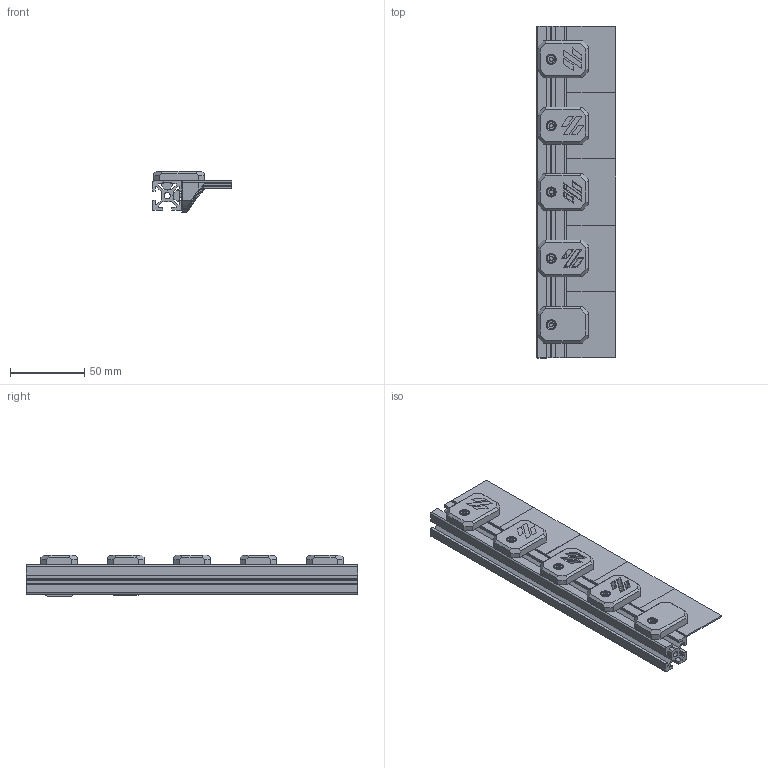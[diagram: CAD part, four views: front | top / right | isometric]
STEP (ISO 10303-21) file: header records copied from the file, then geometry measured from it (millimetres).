
FILE_DESCRIPTION(/* description */ (''),/* implementation_level */ '2;1');
FILE_NAME(/* name */ 'Stealth_Deck_Panel_Clips.step',/* time_stamp */ '2023-01-31T12:16:30-08:00',/* author */ (''),/* organization */ (''),/* preprocessor_version */ 'ST-DEVELOPER v19.2',/* originating_system */ 'Autodesk Translation Framework v11.17.0.187',/* authorisation */ '');
FILE_SCHEMA (('AUTOMOTIVE_DESIGN { 1 0 10303 214 3 1 1 }'));
Length unit declared in the file: millimetre
Products named in the file (40): Stealth_Deck_Panel_Clips; Top Clips; Top_Front_Back_Clip; Top_No_Logo_Clip; Top_Front_Back_Clip_MMU; Logo; Top_Side_Clip_MMU; Logo (1); Top_Side_Clip; Bottom Clips; bottom clip; Extrusion; Panel_Examples; 1mm_Panel; 2mm_Panel; 3mm_Panel; 4mm_panel; 5mm_panel; Hardware; M3x8 SHCS W/ Roll-in M3 T-nut; M3x8 SHCS v4; M3x8 SHCS W/ Roll-in M3 T-nut_1; M3x8 SHCS v4_1; M3x8 SHCS W/ Roll-in M3 T-nut_2; M3x8 SHCS v4_2; M3x8 SHCS W/ Roll-in M3 T-nut_3; M3x8 SHCS v4_3; M3x8 SHCS W/ Roll-in M3 T-nut_4; M3x8 SHCS v4_4; M3x8 SHCS W/ Roll-in M3 T-nut_5; M3x8 SHCS v4_5; M3x8 SHCS W/ Roll-in M3 T-nut_6; M3x8 SHCS v4_6; M3x8 SHCS W/ Roll-in M3 T-nut_7; M3x8 SHCS v4_7; M3x8 SHCS W/ Roll-in M3 T-nut_8; M3x8 SHCS v4_8; M3x8 SHCS W/ Roll-in M3 T-nut_9; M3x8 SHCS v4_9; M3x8 SCHS
Assembly tree (52 placements, depth 5):
  Stealth_Deck_Panel_Clips
    Top Clips
      Top_Front_Back_Clip
      Top_No_Logo_Clip
      Top_Front_Back_Clip_MMU
        Logo
      Top_Side_Clip_MMU
        Logo (1)
      Top_Side_Clip
    Bottom Clips
      bottom clip  x5
    Extrusion
    Panel_Examples
      1mm_Panel
      2mm_Panel
      3mm_Panel
      4mm_panel
      5mm_panel
    Hardware
      M3x8 SHCS W/ Roll-in M3 T-nut
        M3x8 SHCS v4
          M3x8 SCHS
      M3x8 SHCS W/ Roll-in M3 T-nut_1
        M3x8 SHCS v4_1
          M3x8 SCHS
      M3x8 SHCS W/ Roll-in M3 T-nut_2
        M3x8 SHCS v4_2
          M3x8 SCHS
      M3x8 SHCS W/ Roll-in M3 T-nut_3
        M3x8 SHCS v4_3
          M3x8 SCHS
      M3x8 SHCS W/ Roll-in M3 T-nut_4
        M3x8 SHCS v4_4
          M3x8 SCHS
      M3x8 SHCS W/ Roll-in M3 T-nut_5
        M3x8 SHCS v4_5
          M3x8 SCHS
      M3x8 SHCS W/ Roll-in M3 T-nut_6
        M3x8 SHCS v4_6
          M3x8 SCHS
      M3x8 SHCS W/ Roll-in M3 T-nut_7
        M3x8 SHCS v4_7
          M3x8 SCHS
      M3x8 SHCS W/ Roll-in M3 T-nut_8
        M3x8 SHCS v4_8
          M3x8 SCHS
      M3x8 SHCS W/ Roll-in M3 T-nut_9
        M3x8 SHCS v4_9
          M3x8 SCHS
Bounding box: 53.53 x 224.1 x 27.9 mm (x, y, z)
Volume: 106723.2 mm3; surface area: 83090 mm2
Topology: 42 solids, 42 shells, 987 faces, 2422 edges, 1540 vertices
Faces by surface type: plane 697, cylinder 145, cone 125, bspline 20
Full cylindrical faces by diameter (mm): 3 x10, 3.086 x10, 3.4 x5, 4.2 x1, 5.5 x10, 6 x5
Entity records: 23654 total; most frequent: CARTESIAN_POINT 5469, ORIENTED_EDGE 3634, DIRECTION 3545, EDGE_CURVE 1817, LINE 1369, VECTOR 1369, VERTEX_POINT 1184, AXIS2_PLACEMENT_3D 1088
